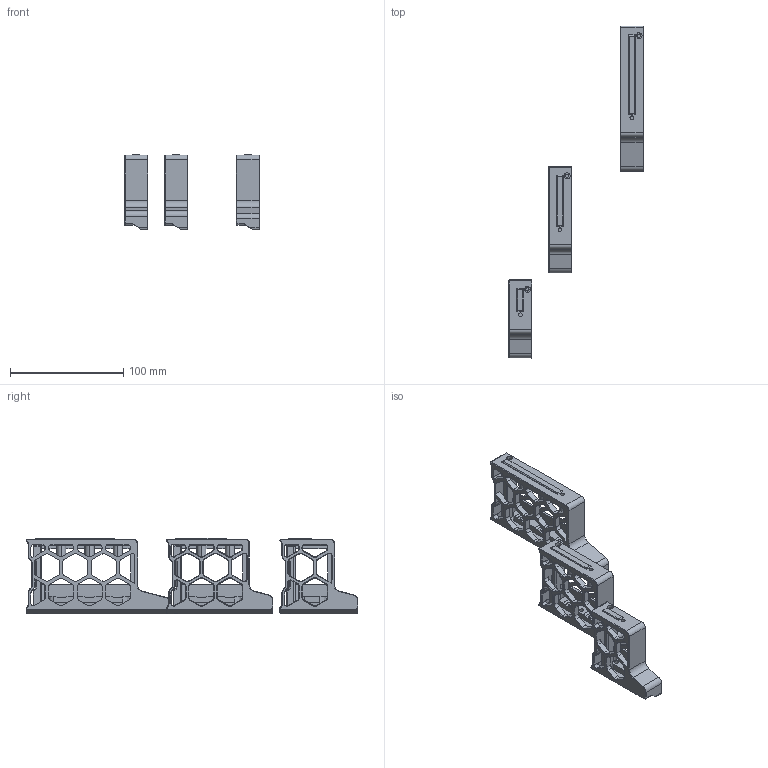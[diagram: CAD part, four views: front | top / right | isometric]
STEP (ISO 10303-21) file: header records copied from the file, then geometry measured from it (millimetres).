
FILE_DESCRIPTION(/* description */ (''),/* implementation_level */ '2;1');
FILE_NAME(/* name */ 'Revo Nozzle v8.step',/* time_stamp */ '2022-06-29T09:10:11-04:00',/* author */ (''),/* organization */ (''),/* preprocessor_version */ 'ST-DEVELOPER v19',/* originating_system */ 'Autodesk Translation Framework v11.7.0.108',/* authorisation */ '');
FILE_SCHEMA (('AUTOMOTIVE_DESIGN { 1 0 10303 214 3 1 1 }'));
Length unit declared in the file: millimetre
Products named in the file (1): Revo Nozzle
Bounding box: 118.28 x 292.68 x 67 mm (x, y, z)
Volume: 110765.8 mm3; surface area: 82040.8 mm2
Topology: 6 solids, 6 shells, 1429 faces, 3928 edges, 2509 vertices
Faces by surface type: plane 695, cylinder 422, bspline 158, cone 131, torus 23
Full cylindrical faces by diameter (mm): 2.7 x6, 3.1 x6, 3.4 x3, 3.8 x9, 5.3 x6, 6 x3
Entity records: 47959 total; most frequent: CARTESIAN_POINT 11741, ORIENTED_EDGE 7854, DIRECTION 7105, EDGE_CURVE 3927, VERTEX_POINT 2509, LINE 2491, VECTOR 2491, AXIS2_PLACEMENT_3D 2307
